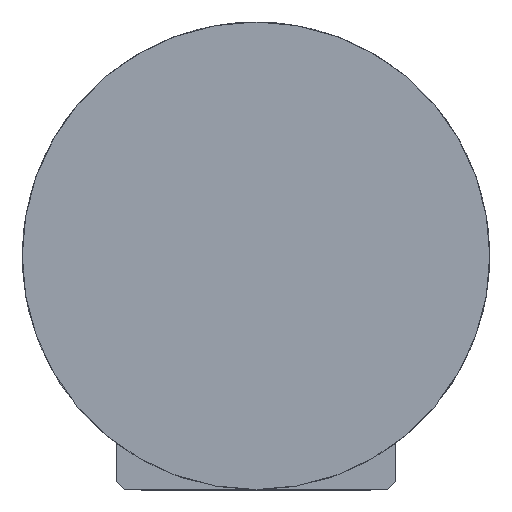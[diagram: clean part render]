
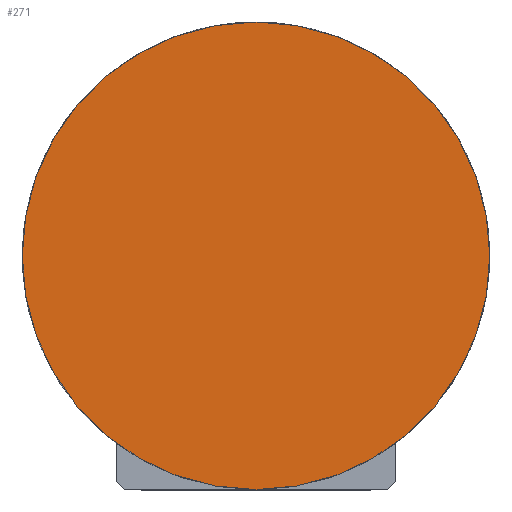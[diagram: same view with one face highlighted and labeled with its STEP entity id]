
A CAD part, top view. The second image highlights one B-rep face of the part: STEP entity #271.
In plain terms, the highlighted planar face has unit normal (0, 0, 1).
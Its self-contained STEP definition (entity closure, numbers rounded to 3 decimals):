
#271=ADVANCED_FACE('240[2]',(#683),#684,.T.);
#386=EDGE_CURVE('240[2]',#832,#832,#833,.T.);
#683=FACE_OUTER_BOUND('',#1213,.T.);
#684=PLANE('',#1214);
#832=VERTEX_POINT('',#1442);
#833=CIRCLE('',#1443,28.5);
#1213=EDGE_LOOP('',(#1864));
#1214=AXIS2_PLACEMENT_3D('',#1865,#1866,#1867);
#1442=CARTESIAN_POINT('',(0.,-28.5,0.));
#1443=AXIS2_PLACEMENT_3D('',#2034,#2035,#2036);
#1864=ORIENTED_EDGE('',*,*,#386,.F.);
#1865=CARTESIAN_POINT('',(0.,-14.25,0.));
#1866=DIRECTION('',(0.,0.,1.0));
#1867=DIRECTION('',(-1.0,0.,0.));
#2034=CARTESIAN_POINT('',(0.,0.,0.));
#2035=DIRECTION('',(0.,0.,-1.0));
#2036=DIRECTION('',(0.,-1.0,0.));
